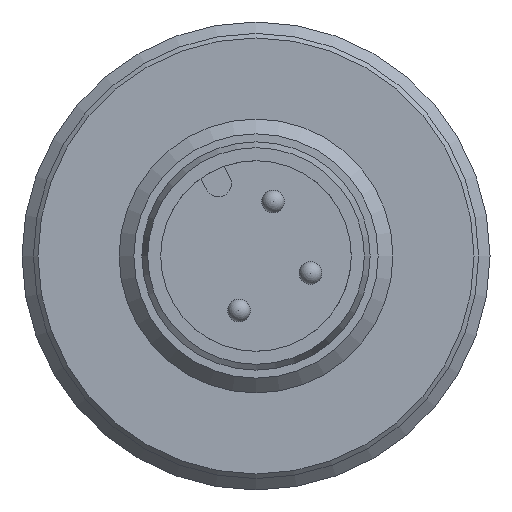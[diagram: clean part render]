
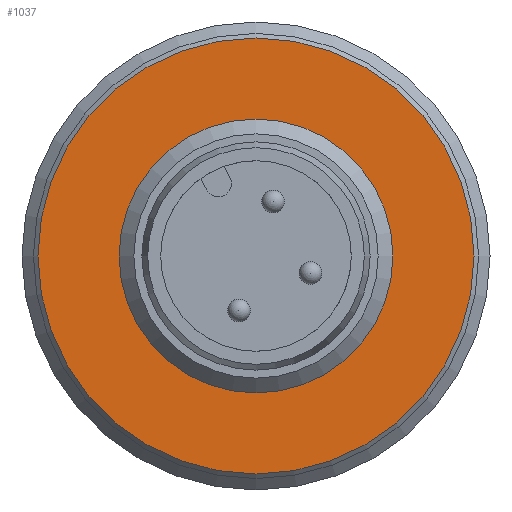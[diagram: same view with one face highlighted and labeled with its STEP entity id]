
A CAD part, front view. The second image highlights one B-rep face of the part: STEP entity #1037.
In plain terms, the highlighted planar face has unit normal (0, -1, 0).
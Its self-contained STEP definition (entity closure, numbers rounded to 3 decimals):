
#397=FACE_BOUND('',#2545,.T.);
#398=FACE_BOUND('',#2546,.T.);
#1037=ADVANCED_FACE('',(#397,#398),#1481,.T.);
#1481=PLANE('',#12198);
#2545=EDGE_LOOP('',(#5025));
#2546=EDGE_LOOP('',(#5026));
#3232=CIRCLE('',#12195,6.);
#3233=CIRCLE('',#12197,9.55);
#5025=ORIENTED_EDGE('',*,*,#8997,.F.);
#5026=ORIENTED_EDGE('',*,*,#8998,.T.);
#7522=VERTEX_POINT('',#18031);
#7523=VERTEX_POINT('',#18034);
#8997=EDGE_CURVE('',#7522,#7522,#3232,.T.);
#8998=EDGE_CURVE('',#7523,#7523,#3233,.T.);
#12195=AXIS2_PLACEMENT_3D('',#18030,#14817,#14818);
#12197=AXIS2_PLACEMENT_3D('',#18033,#14821,#14822);
#12198=AXIS2_PLACEMENT_3D('',#18035,#14823,#14824);
#14817=DIRECTION('',(0.,-1.,0.));
#14818=DIRECTION('',(-1.,0.,0.));
#14821=DIRECTION('',(0.,-1.,0.));
#14822=DIRECTION('',(-1.,0.,0.));
#14823=DIRECTION('',(0.,-1.,0.));
#14824=DIRECTION('',(0.,0.,1.));
#18030=CARTESIAN_POINT('',(0.,-42.6,0.));
#18031=CARTESIAN_POINT('',(-6.,-42.6,0.));
#18033=CARTESIAN_POINT('',(0.,-42.6,0.));
#18034=CARTESIAN_POINT('',(-9.55,-42.6,0.));
#18035=CARTESIAN_POINT('',(10.505,-42.6,-10.505));
